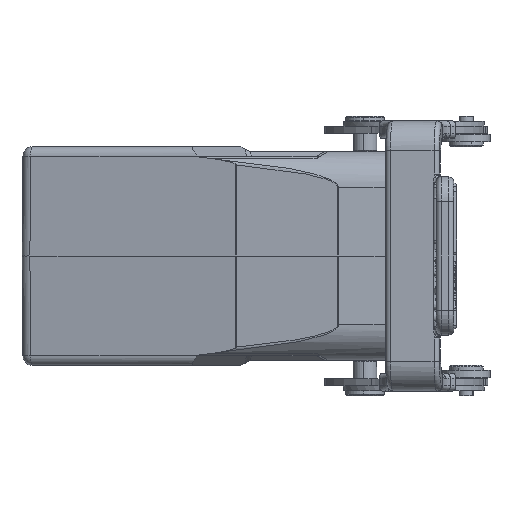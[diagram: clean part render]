
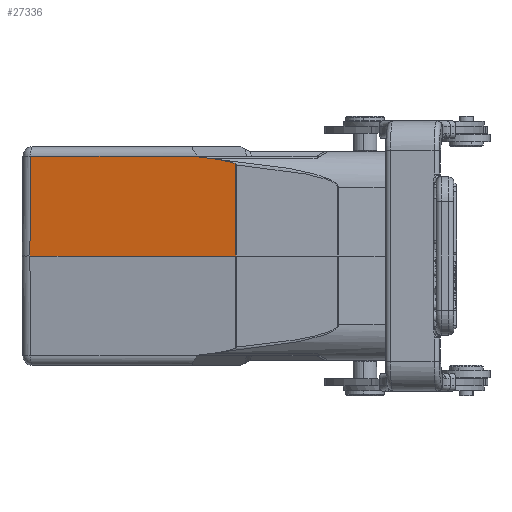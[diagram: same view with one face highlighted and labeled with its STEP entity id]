
A CAD part, left-side view. The second image highlights one B-rep face of the part: STEP entity #27336.
In plain terms, the highlighted planar face has unit normal (-0.982, 0.191, 0.009).
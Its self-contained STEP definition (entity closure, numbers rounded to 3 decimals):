
#35=DIRECTION('',(0.007,-0.009,1.));
#36=VECTOR('',#35,20.519);
#37=CARTESIAN_POINT('',(-36.514,42.382,0.));
#38=LINE('',#37,#36);
#39=DIRECTION('',(-0.13,-0.634,-0.763));
#40=VECTOR('',#39,0.221);
#41=CARTESIAN_POINT('',(-43.023,7.954,20.517));
#42=LINE('',#41,#40);
#54=DIRECTION('',(0.009,-0.001,1.));
#55=VECTOR('',#54,18.832);
#56=CARTESIAN_POINT('',(-44.742,0.05,
0.));
#57=LINE('',#56,#55);
#70=CARTESIAN_POINT('',(-44.58,0.023,18.831));
#71=CARTESIAN_POINT('',(-44.57,0.073,18.886));
#72=CARTESIAN_POINT('',(-44.543,0.206,18.973));
#73=CARTESIAN_POINT('',(-44.493,0.458,19.084));
#74=CARTESIAN_POINT('',(-44.425,0.804,19.208));
#75=CARTESIAN_POINT('',(-44.375,1.059,19.281));
#76=CARTESIAN_POINT('',(-44.318,1.346,19.357));
#77=CARTESIAN_POINT('',(-44.252,1.681,19.438));
#78=CARTESIAN_POINT('',(-44.176,2.069,19.524));
#79=CARTESIAN_POINT('',(-44.087,2.521,19.616));
#80=CARTESIAN_POINT('',(-43.985,3.043,19.713));
#81=CARTESIAN_POINT('',(-43.904,3.458,19.783));
#82=CARTESIAN_POINT('',(-43.861,3.676,19.818));
#99=CARTESIAN_POINT('',(-43.861,3.676,19.818));
#100=CARTESIAN_POINT('',(-43.815,3.912,19.855));
#101=CARTESIAN_POINT('',(-43.724,4.38,19.928));
#102=CARTESIAN_POINT('',(-43.582,5.101,20.035));
#103=CARTESIAN_POINT('',(-43.487,5.586,20.103));
#104=CARTESIAN_POINT('',(-43.44,5.83,20.136));
#318=CARTESIAN_POINT('',(-43.44,5.83,20.136));
#319=CARTESIAN_POINT('',(-43.311,6.489,20.227));
#320=CARTESIAN_POINT('',(-43.181,7.151,20.296));
#321=CARTESIAN_POINT('',(-43.052,7.814,20.349));
#20044=DIRECTION('',(0.191,0.982,0.));
#20045=VECTOR('',#20044,34.889);
#20046=CARTESIAN_POINT('',(-43.023,7.954,
20.517));
#20047=LINE('',#20046,#20045);
#20057=DIRECTION('',(-0.191,-0.982,0.));
#20058=VECTOR('',#20057,43.124);
#20059=CARTESIAN_POINT('',(-36.514,42.382,
0.));
#20060=LINE('',#20059,#20058);
#22014=CARTESIAN_POINT('',(-44.742,0.05,
0.));
#22015=CARTESIAN_POINT('',(-44.58,0.023,
18.831));
#22016=VERTEX_POINT('',#22014);
#22017=VERTEX_POINT('',#22015);
#22018=CARTESIAN_POINT('',(-36.514,42.382,
0.));
#22019=VERTEX_POINT('',#22018);
#22020=CARTESIAN_POINT('',(-36.366,42.203,
20.517));
#22021=VERTEX_POINT('',#22020);
#22022=CARTESIAN_POINT('',(-43.023,7.954,
20.517));
#22023=VERTEX_POINT('',#22022);
#22024=CARTESIAN_POINT('',(-43.052,7.814,20.349));
#22025=VERTEX_POINT('',#22024);
#22026=VERTEX_POINT('',#318);
#22027=VERTEX_POINT('',#99);
#27313=CARTESIAN_POINT('',(-46.119,-7.035,0.));
#27314=DIRECTION('',(-0.982,0.191,0.009));
#27315=DIRECTION('',(-0.191,-0.982,0.));
#27316=AXIS2_PLACEMENT_3D('',#27313,#27314,#27315);
#27317=PLANE('',#27316);
#27319=ORIENTED_EDGE('',*,*,#27318,.F.);
#27321=ORIENTED_EDGE('',*,*,#27320,.F.);
#27323=ORIENTED_EDGE('',*,*,#27322,.T.);
#27325=ORIENTED_EDGE('',*,*,#27324,.F.);
#27327=ORIENTED_EDGE('',*,*,#27326,.T.);
#27329=ORIENTED_EDGE('',*,*,#27328,.F.);
#27331=ORIENTED_EDGE('',*,*,#27330,.F.);
#27333=ORIENTED_EDGE('',*,*,#27332,.F.);
#27334=EDGE_LOOP('',(#27319,#27321,#27323,#27325,#27327,#27329,#27331,#27333));
#27335=FACE_OUTER_BOUND('',#27334,.F.);
#27336=ADVANCED_FACE('',(#27335),#27317,.T.);
#83=B_SPLINE_CURVE_WITH_KNOTS('',3,(#70,#71,#72,#73,#74,#75,#76,#77,#78,#79,#80,
#81,#82),.UNSPECIFIED.,.F.,.F.,(4,1,1,1,1,1,1,1,1,1,4),(0.,0.1,0.2,0.3,
0.4,0.5,0.6,0.7,0.8,0.9,1.),.UNSPECIFIED.);
#105=B_SPLINE_CURVE_WITH_KNOTS('',3,(#99,#100,#101,#102,#103,#104),
.UNSPECIFIED.,.F.,.F.,(4,1,1,4),(0.,0.333,0.667,1.),
.UNSPECIFIED.);
#322=B_SPLINE_CURVE_WITH_KNOTS('',3,(#318,#319,#320,#321),.UNSPECIFIED.,.F.,.F.,
(4,4),(0.,1.),.UNSPECIFIED.);
#27318=EDGE_CURVE('',#22016,#22017,#57,.T.);
#27320=EDGE_CURVE('',#22019,#22016,#20060,.T.);
#27322=EDGE_CURVE('',#22019,#22021,#38,.T.);
#27324=EDGE_CURVE('',#22023,#22021,#20047,.T.);
#27326=EDGE_CURVE('',#22023,#22025,#42,.T.);
#27328=EDGE_CURVE('',#22026,#22025,#322,.T.);
#27330=EDGE_CURVE('',#22027,#22026,#105,.T.);
#27332=EDGE_CURVE('',#22017,#22027,#83,.T.);
